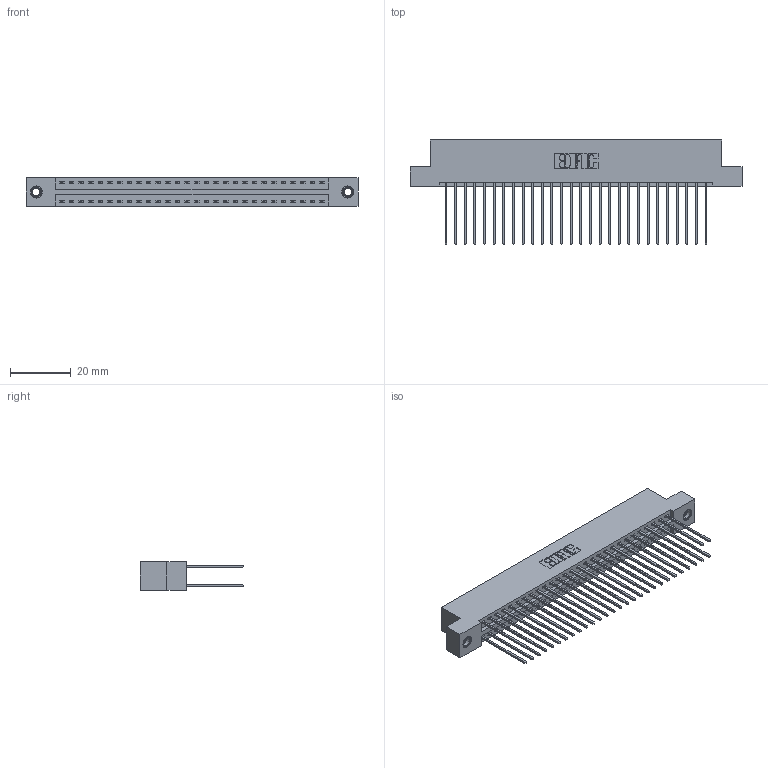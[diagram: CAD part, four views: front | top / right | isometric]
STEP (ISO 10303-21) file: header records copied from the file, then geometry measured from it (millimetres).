
FILE_DESCRIPTION (( 'STEP AP203' ), '1' );
FILE_NAME ('396-056-541-207.STEP', '2018-09-08T09:50:26', ( '' ), ( '' ), 'SwSTEP 2.0', 'SolidWorks 2016', '' );
FILE_SCHEMA (( 'CONFIG_CONTROL_DESIGN' ));
Length unit declared in the file: inch
Products named in the file (4): 346 Part_Flush Mounting Lugs - 0.156 Dia-TI; 345-292-001_345-293-141; 345-250-001_345-250-005-103; 396-056-541-207
Assembly tree (59 placements, depth 2):
  396-056-541-207
    346 Part_Flush Mounting Lugs - 0.156 Dia-TI
    345-292-001_345-293-141  x56
    345-250-001_345-250-005-103  x2
Bounding box: 109.47 x 34.29 x 9.4 mm (x, y, z)
Volume: 10874.1 mm3; surface area: 16301.7 mm2
Topology: 59 solids, 59 shells, 3094 faces, 9145 edges, 6014 vertices
Faces by surface type: plane 2068, cylinder 1010, cone 12, torus 4
Entity records: 21362 total; most frequent: CARTESIAN_POINT 3523, ORIENTED_EDGE 3450, DIRECTION 3183, EDGE_CURVE 1725, LINE 1461, VECTOR 1461, VERTEX_POINT 1144, AXIS2_PLACEMENT_3D 861
